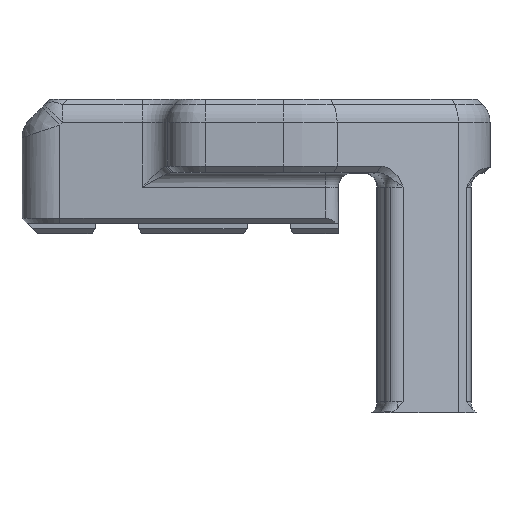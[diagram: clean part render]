
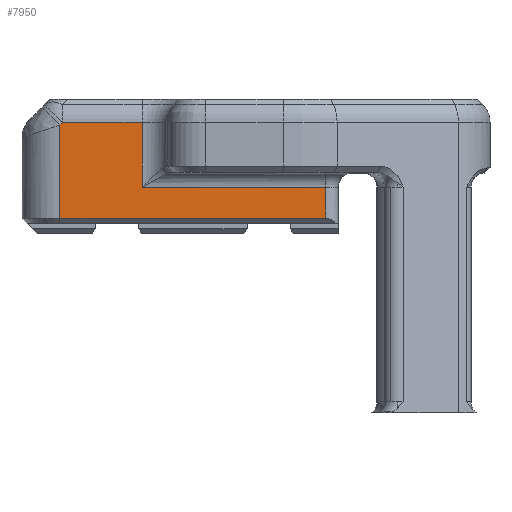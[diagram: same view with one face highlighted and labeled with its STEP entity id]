
A CAD part, top view. The second image highlights one B-rep face of the part: STEP entity #7950.
In plain terms, the highlighted planar face has unit normal (0, 0, 1).
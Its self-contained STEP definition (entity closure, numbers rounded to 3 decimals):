
#1482 = CYLINDRICAL_SURFACE('',#1483,1.15);
#1483 = AXIS2_PLACEMENT_3D('',#1484,#1485,#1486);
#1484 = CARTESIAN_POINT('',(27.7,-2.693,17.715));
#1485 = DIRECTION('',(1.,0.,0.));
#1486 = DIRECTION('',(0.,0.,1.));
#1886 = CYLINDRICAL_SURFACE('',#1887,2.);
#1887 = AXIS2_PLACEMENT_3D('',#1888,#1889,#1890);
#1888 = CARTESIAN_POINT('',(0.814,2.843,14.565));
#1889 = DIRECTION('',(-0.707,-0.707,0.));
#1890 = DIRECTION('',(-0.707,0.707,0.));
#2037 = CYLINDRICAL_SURFACE('',#2038,2.);
#2038 = AXIS2_PLACEMENT_3D('',#2039,#2040,#2041);
#2039 = CARTESIAN_POINT('',(27.7,2.429,14.565));
#2040 = DIRECTION('',(-1.,-0.,0.));
#2041 = DIRECTION('',(0.,0.,-1.));
#3731 = CYLINDRICAL_SURFACE('',#3732,2.);
#3732 = AXIS2_PLACEMENT_3D('',#3733,#3734,#3735);
#3733 = CARTESIAN_POINT('',(6.7,3.257,18.565));
#3734 = DIRECTION('',(0.,1.,0.));
#3735 = DIRECTION('',(0.,0.,1.));
#3898 = VERTEX_POINT('',#3899);
#3899 = CARTESIAN_POINT('',(6.7,-2.693,16.565));
#4131 = VERTEX_POINT('',#4132);
#4132 = CARTESIAN_POINT('',(21.2,-2.693,16.565));
#4154 = EDGE_CURVE('',#3898,#4131,#4155,.T.);
#4155 = SURFACE_CURVE('',#4156,(#4160,#4167),.PCURVE_S1.);
#4156 = LINE('',#4157,#4158);
#4157 = CARTESIAN_POINT('',(27.7,-2.693,16.565));
#4158 = VECTOR('',#4159,1.);
#4159 = DIRECTION('',(1.,0.,0.));
#4160 = PCURVE('',#1482,#4161);
#4161 = DEFINITIONAL_REPRESENTATION('',(#4162),#4166);
#4162 = LINE('',#4163,#4164);
#4163 = CARTESIAN_POINT('',(3.142,0.));
#4164 = VECTOR('',#4165,1.);
#4165 = DIRECTION('',(0.,1.));
#4166 = ( GEOMETRIC_REPRESENTATION_CONTEXT(2) 
PARAMETRIC_REPRESENTATION_CONTEXT() REPRESENTATION_CONTEXT('2D SPACE',''
  ) );
#4167 = PCURVE('',#4168,#4173);
#4168 = PLANE('',#4169);
#4169 = AXIS2_PLACEMENT_3D('',#4170,#4171,#4172);
#4170 = CARTESIAN_POINT('',(27.7,3.257,16.565));
#4171 = DIRECTION('',(0.,0.,1.));
#4172 = DIRECTION('',(1.,0.,0.));
#4173 = DEFINITIONAL_REPRESENTATION('',(#4174),#4178);
#4174 = LINE('',#4175,#4176);
#4175 = CARTESIAN_POINT('',(0.,-5.95));
#4176 = VECTOR('',#4177,1.);
#4177 = DIRECTION('',(1.,0.));
#4178 = ( GEOMETRIC_REPRESENTATION_CONTEXT(2) 
PARAMETRIC_REPRESENTATION_CONTEXT() REPRESENTATION_CONTEXT('2D SPACE',''
  ) );
#4256 = CYLINDRICAL_SURFACE('',#4257,1.);
#4257 = AXIS2_PLACEMENT_3D('',#4258,#4259,#4260);
#4258 = CARTESIAN_POINT('',(21.2,-49.697,15.565));
#4259 = DIRECTION('',(0.,-1.,0.));
#4260 = DIRECTION('',(0.,0.,-1.));
#5518 = VERTEX_POINT('',#5519);
#5519 = CARTESIAN_POINT('',(0.2,2.229,16.565));
#5539 = CYLINDRICAL_SURFACE('',#5540,3.);
#5540 = AXIS2_PLACEMENT_3D('',#5541,#5542,#5543);
#5541 = CARTESIAN_POINT('',(0.2,3.257,13.565));
#5542 = DIRECTION('',(0.,1.,0.));
#5543 = DIRECTION('',(0.,0.,1.));
#5623 = EDGE_CURVE('',#5518,#5624,#5626,.T.);
#5624 = VERTEX_POINT('',#5625);
#5625 = CARTESIAN_POINT('',(0.4,2.429,16.565));
#5626 = SURFACE_CURVE('',#5627,(#5631,#5638),.PCURVE_S1.);
#5627 = LINE('',#5628,#5629);
#5628 = CARTESIAN_POINT('',(14.464,16.493,16.565));
#5629 = VECTOR('',#5630,1.);
#5630 = DIRECTION('',(0.707,0.707,0.));
#5631 = PCURVE('',#1886,#5632);
#5632 = DEFINITIONAL_REPRESENTATION('',(#5633),#5637);
#5633 = LINE('',#5634,#5635);
#5634 = CARTESIAN_POINT('',(4.712,-19.304));
#5635 = VECTOR('',#5636,1.);
#5636 = DIRECTION('',(0.,-1.));
#5637 = ( GEOMETRIC_REPRESENTATION_CONTEXT(2) 
PARAMETRIC_REPRESENTATION_CONTEXT() REPRESENTATION_CONTEXT('2D SPACE',''
  ) );
#5638 = PCURVE('',#4168,#5639);
#5639 = DEFINITIONAL_REPRESENTATION('',(#5640),#5644);
#5640 = LINE('',#5641,#5642);
#5641 = CARTESIAN_POINT('',(-13.236,13.236));
#5642 = VECTOR('',#5643,1.);
#5643 = DIRECTION('',(0.707,0.707));
#5644 = ( GEOMETRIC_REPRESENTATION_CONTEXT(2) 
PARAMETRIC_REPRESENTATION_CONTEXT() REPRESENTATION_CONTEXT('2D SPACE',''
  ) );
#5720 = EDGE_CURVE('',#5624,#5721,#5723,.T.);
#5721 = VERTEX_POINT('',#5722);
#5722 = CARTESIAN_POINT('',(6.7,2.429,16.565));
#5723 = SURFACE_CURVE('',#5724,(#5728,#5735),.PCURVE_S1.);
#5724 = LINE('',#5725,#5726);
#5725 = CARTESIAN_POINT('',(27.7,2.429,16.565));
#5726 = VECTOR('',#5727,1.);
#5727 = DIRECTION('',(1.,0.,0.));
#5728 = PCURVE('',#2037,#5729);
#5729 = DEFINITIONAL_REPRESENTATION('',(#5730),#5734);
#5730 = LINE('',#5731,#5732);
#5731 = CARTESIAN_POINT('',(3.142,0.));
#5732 = VECTOR('',#5733,1.);
#5733 = DIRECTION('',(0.,-1.));
#5734 = ( GEOMETRIC_REPRESENTATION_CONTEXT(2) 
PARAMETRIC_REPRESENTATION_CONTEXT() REPRESENTATION_CONTEXT('2D SPACE',''
  ) );
#5735 = PCURVE('',#4168,#5736);
#5736 = DEFINITIONAL_REPRESENTATION('',(#5737),#5741);
#5737 = LINE('',#5738,#5739);
#5738 = CARTESIAN_POINT('',(0.,-0.828));
#5739 = VECTOR('',#5740,1.);
#5740 = DIRECTION('',(1.,0.));
#5741 = ( GEOMETRIC_REPRESENTATION_CONTEXT(2) 
PARAMETRIC_REPRESENTATION_CONTEXT() REPRESENTATION_CONTEXT('2D SPACE',''
  ) );
#7869 = EDGE_CURVE('',#5721,#3898,#7870,.T.);
#7870 = SURFACE_CURVE('',#7871,(#7875,#7882),.PCURVE_S1.);
#7871 = LINE('',#7872,#7873);
#7872 = CARTESIAN_POINT('',(6.7,-1.543,16.565));
#7873 = VECTOR('',#7874,1.);
#7874 = DIRECTION('',(0.,-1.,0.));
#7875 = PCURVE('',#3731,#7876);
#7876 = DEFINITIONAL_REPRESENTATION('',(#7877),#7881);
#7877 = LINE('',#7878,#7879);
#7878 = CARTESIAN_POINT('',(3.142,-4.8));
#7879 = VECTOR('',#7880,1.);
#7880 = DIRECTION('',(0.,-1.));
#7881 = ( GEOMETRIC_REPRESENTATION_CONTEXT(2) 
PARAMETRIC_REPRESENTATION_CONTEXT() REPRESENTATION_CONTEXT('2D SPACE',''
  ) );
#7882 = PCURVE('',#4168,#7883);
#7883 = DEFINITIONAL_REPRESENTATION('',(#7884),#7888);
#7884 = LINE('',#7885,#7886);
#7885 = CARTESIAN_POINT('',(-21.,-4.8));
#7886 = VECTOR('',#7887,1.);
#7887 = DIRECTION('',(0.,-1.));
#7888 = ( GEOMETRIC_REPRESENTATION_CONTEXT(2) 
PARAMETRIC_REPRESENTATION_CONTEXT() REPRESENTATION_CONTEXT('2D SPACE',''
  ) );
#7950 = ADVANCED_FACE('',(#7951),#4168,.T.);
#7951 = FACE_BOUND('',#7952,.T.);
#7952 = EDGE_LOOP('',(#7953,#7976,#8004,#8025,#8026,#8027,#8028));
#7953 = ORIENTED_EDGE('',*,*,#7954,.F.);
#7954 = EDGE_CURVE('',#7955,#5518,#7957,.T.);
#7955 = VERTEX_POINT('',#7956);
#7956 = CARTESIAN_POINT('',(0.2,-5.143,16.565));
#7957 = SURFACE_CURVE('',#7958,(#7962,#7969),.PCURVE_S1.);
#7958 = LINE('',#7959,#7960);
#7959 = CARTESIAN_POINT('',(0.2,2.057,16.565));
#7960 = VECTOR('',#7961,1.);
#7961 = DIRECTION('',(0.,1.,0.));
#7962 = PCURVE('',#4168,#7963);
#7963 = DEFINITIONAL_REPRESENTATION('',(#7964),#7968);
#7964 = LINE('',#7965,#7966);
#7965 = CARTESIAN_POINT('',(-27.5,-1.2));
#7966 = VECTOR('',#7967,1.);
#7967 = DIRECTION('',(0.,1.));
#7968 = ( GEOMETRIC_REPRESENTATION_CONTEXT(2) 
PARAMETRIC_REPRESENTATION_CONTEXT() REPRESENTATION_CONTEXT('2D SPACE',''
  ) );
#7969 = PCURVE('',#5539,#7970);
#7970 = DEFINITIONAL_REPRESENTATION('',(#7971),#7975);
#7971 = LINE('',#7972,#7973);
#7972 = CARTESIAN_POINT('',(6.283,-1.2));
#7973 = VECTOR('',#7974,1.);
#7974 = DIRECTION('',(0.,1.));
#7975 = ( GEOMETRIC_REPRESENTATION_CONTEXT(2) 
PARAMETRIC_REPRESENTATION_CONTEXT() REPRESENTATION_CONTEXT('2D SPACE',''
  ) );
#7976 = ORIENTED_EDGE('',*,*,#7977,.F.);
#7977 = EDGE_CURVE('',#7978,#7955,#7980,.T.);
#7978 = VERTEX_POINT('',#7979);
#7979 = CARTESIAN_POINT('',(21.2,-5.143,16.565));
#7980 = SURFACE_CURVE('',#7981,(#7985,#7992),.PCURVE_S1.);
#7981 = LINE('',#7982,#7983);
#7982 = CARTESIAN_POINT('',(27.7,-5.143,16.565));
#7983 = VECTOR('',#7984,1.);
#7984 = DIRECTION('',(-1.,0.,0.));
#7985 = PCURVE('',#4168,#7986);
#7986 = DEFINITIONAL_REPRESENTATION('',(#7987),#7991);
#7987 = LINE('',#7988,#7989);
#7988 = CARTESIAN_POINT('',(0.,-8.4));
#7989 = VECTOR('',#7990,1.);
#7990 = DIRECTION('',(-1.,0.));
#7991 = ( GEOMETRIC_REPRESENTATION_CONTEXT(2) 
PARAMETRIC_REPRESENTATION_CONTEXT() REPRESENTATION_CONTEXT('2D SPACE',''
  ) );
#7992 = PCURVE('',#7993,#7998);
#7993 = PLANE('',#7994);
#7994 = AXIS2_PLACEMENT_3D('',#7995,#7996,#7997);
#7995 = CARTESIAN_POINT('',(11.7,-5.543,16.165));
#7996 = DIRECTION('',(0.,0.707,-0.707));
#7997 = DIRECTION('',(-1.,0.,0.));
#7998 = DEFINITIONAL_REPRESENTATION('',(#7999),#8003);
#7999 = LINE('',#8000,#8001);
#8000 = CARTESIAN_POINT('',(-16.,0.566));
#8001 = VECTOR('',#8002,1.);
#8002 = DIRECTION('',(1.,0.));
#8003 = ( GEOMETRIC_REPRESENTATION_CONTEXT(2) 
PARAMETRIC_REPRESENTATION_CONTEXT() REPRESENTATION_CONTEXT('2D SPACE',''
  ) );
#8004 = ORIENTED_EDGE('',*,*,#8005,.F.);
#8005 = EDGE_CURVE('',#4131,#7978,#8006,.T.);
#8006 = SURFACE_CURVE('',#8007,(#8011,#8018),.PCURVE_S1.);
#8007 = LINE('',#8008,#8009);
#8008 = CARTESIAN_POINT('',(21.2,-7.543,16.565));
#8009 = VECTOR('',#8010,1.);
#8010 = DIRECTION('',(0.,-1.,0.));
#8011 = PCURVE('',#4168,#8012);
#8012 = DEFINITIONAL_REPRESENTATION('',(#8013),#8017);
#8013 = LINE('',#8014,#8015);
#8014 = CARTESIAN_POINT('',(-6.5,-10.8));
#8015 = VECTOR('',#8016,1.);
#8016 = DIRECTION('',(0.,-1.));
#8017 = ( GEOMETRIC_REPRESENTATION_CONTEXT(2) 
PARAMETRIC_REPRESENTATION_CONTEXT() REPRESENTATION_CONTEXT('2D SPACE',''
  ) );
#8018 = PCURVE('',#4256,#8019);
#8019 = DEFINITIONAL_REPRESENTATION('',(#8020),#8024);
#8020 = LINE('',#8021,#8022);
#8021 = CARTESIAN_POINT('',(3.142,-42.155));
#8022 = VECTOR('',#8023,1.);
#8023 = DIRECTION('',(0.,1.));
#8024 = ( GEOMETRIC_REPRESENTATION_CONTEXT(2) 
PARAMETRIC_REPRESENTATION_CONTEXT() REPRESENTATION_CONTEXT('2D SPACE',''
  ) );
#8025 = ORIENTED_EDGE('',*,*,#4154,.F.);
#8026 = ORIENTED_EDGE('',*,*,#7869,.F.);
#8027 = ORIENTED_EDGE('',*,*,#5720,.F.);
#8028 = ORIENTED_EDGE('',*,*,#5623,.F.);
